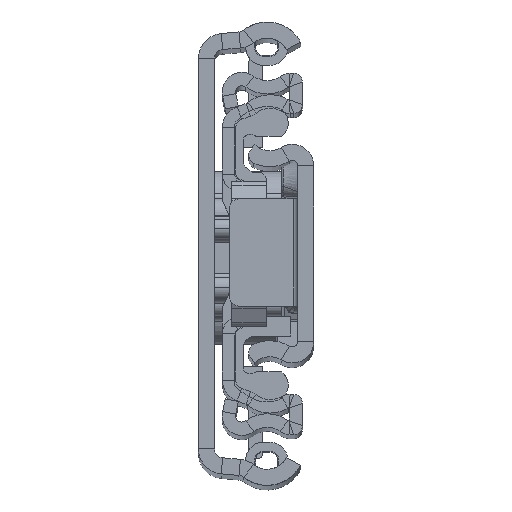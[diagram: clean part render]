
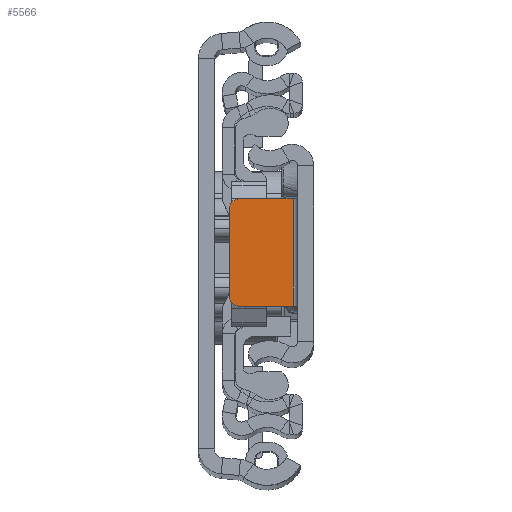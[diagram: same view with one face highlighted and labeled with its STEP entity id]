
A CAD part, top view. The second image highlights one B-rep face of the part: STEP entity #5566.
In plain terms, the highlighted planar face has unit normal (0, 0, 1).
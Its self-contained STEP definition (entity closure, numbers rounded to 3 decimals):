
#417 = CARTESIAN_POINT ( 'NONE',  ( -9.4, 5.151, -6.8 ) ) ;
#775 = ORIENTED_EDGE ( 'NONE', *, *, #18443, .T. ) ;
#1120 = CARTESIAN_POINT ( 'NONE',  ( -9.4, 6.151, -6.8 ) ) ;
#2331 = PLANE ( 'NONE',  #17691 ) ;
#4661 = CARTESIAN_POINT ( 'NONE',  ( -9.4, -4.849, -6.8 ) ) ;
#4814 = CARTESIAN_POINT ( 'NONE',  ( -8.4, 6.151, -6.8 ) ) ;
#5451 = VERTEX_POINT ( 'NONE', #19516 ) ;
#5566 = ADVANCED_FACE ( 'NONE', ( #22616 ), #2331, .T. ) ;
#6024 = VECTOR ( 'NONE', #20136, 1000. ) ;
#6715 = ORIENTED_EDGE ( 'NONE', *, *, #14266, .F. ) ;
#6891 = DIRECTION ( 'NONE',  ( 1., 0., 0. ) ) ;
#6984 = DIRECTION ( 'NONE',  ( 0., 0., 1. ) ) ;
#7001 = ORIENTED_EDGE ( 'NONE', *, *, #26686, .T. ) ;
#8548 = ORIENTED_EDGE ( 'NONE', *, *, #25376, .F. ) ;
#9071 = CARTESIAN_POINT ( 'NONE',  ( -2.3, 6.151, -6.8 ) ) ;
#9413 = AXIS2_PLACEMENT_3D ( 'NONE', #11162, #6984, #20618 ) ;
#9762 = EDGE_CURVE ( 'NONE', #28111, #25883, #18561, .T. ) ;
#11162 = CARTESIAN_POINT ( 'NONE',  ( -8.4, 5.151, -6.8 ) ) ;
#12553 = VECTOR ( 'NONE', #22582, 1000. ) ;
#12689 = DIRECTION ( 'NONE',  ( 0., 1., 0. ) ) ;
#13980 = DIRECTION ( 'NONE',  ( 0., -1., 0. ) ) ;
#14266 = EDGE_CURVE ( 'NONE', #23160, #22377, #19211, .T. ) ;
#14969 = VECTOR ( 'NONE', #13980, 1000. ) ;
#15286 = ORIENTED_EDGE ( 'NONE', *, *, #9762, .F. ) ;
#15565 = CIRCLE ( 'NONE', #9413, 1. ) ;
#15929 = CARTESIAN_POINT ( 'NONE',  ( -9.4, -5.849, -6.8 ) ) ;
#16837 = VECTOR ( 'NONE', #12689, 1000. ) ;
#17588 = CIRCLE ( 'NONE', #25138, 1. ) ;
#17691 = AXIS2_PLACEMENT_3D ( 'NONE', #20403, #18919, #18778 ) ;
#18443 = EDGE_CURVE ( 'NONE', #23160, #5451, #17588, .T. ) ;
#18448 = CARTESIAN_POINT ( 'NONE',  ( -8.4, -4.849, -6.8 ) ) ;
#18559 = ORIENTED_EDGE ( 'NONE', *, *, #23141, .F. ) ;
#18561 = LINE ( 'NONE', #25209, #14969 ) ;
#18778 = DIRECTION ( 'NONE',  ( 1., 0., 0. ) ) ;
#18919 = DIRECTION ( 'NONE',  ( 0., 0., 1. ) ) ;
#19211 = LINE ( 'NONE', #1120, #16837 ) ;
#19516 = CARTESIAN_POINT ( 'NONE',  ( -8.4, -5.849, -6.8 ) ) ;
#19657 = VERTEX_POINT ( 'NONE', #4814 ) ;
#19889 = EDGE_LOOP ( 'NONE', ( #6715, #775, #18559, #15286, #8548, #7001 ) ) ;
#20136 = DIRECTION ( 'NONE',  ( 1., 0., 0. ) ) ;
#20403 = CARTESIAN_POINT ( 'NONE',  ( 0., 0., -6.8 ) ) ;
#20618 = DIRECTION ( 'NONE',  ( 1., 0., 0. ) ) ;
#22346 = CARTESIAN_POINT ( 'NONE',  ( -1.8, 6.151, -6.8 ) ) ;
#22377 = VERTEX_POINT ( 'NONE', #417 ) ;
#22582 = DIRECTION ( 'NONE',  ( -1., 0., 0. ) ) ;
#22616 = FACE_OUTER_BOUND ( 'NONE', #19889, .T. ) ;
#22876 = DIRECTION ( 'NONE',  ( 0., 0., 1. ) ) ;
#22891 = CARTESIAN_POINT ( 'NONE',  ( -2.3, -5.849, -6.8 ) ) ;
#23141 = EDGE_CURVE ( 'NONE', #25883, #5451, #24796, .T. ) ;
#23160 = VERTEX_POINT ( 'NONE', #4661 ) ;
#24714 = LINE ( 'NONE', #22346, #6024 ) ;
#24796 = LINE ( 'NONE', #15929, #12553 ) ;
#25138 = AXIS2_PLACEMENT_3D ( 'NONE', #18448, #22876, #6891 ) ;
#25209 = CARTESIAN_POINT ( 'NONE',  ( -2.3, 6.151, -6.8 ) ) ;
#25376 = EDGE_CURVE ( 'NONE', #19657, #28111, #24714, .T. ) ;
#25883 = VERTEX_POINT ( 'NONE', #22891 ) ;
#26686 = EDGE_CURVE ( 'NONE', #19657, #22377, #15565, .T. ) ;
#28111 = VERTEX_POINT ( 'NONE', #9071 ) ;
